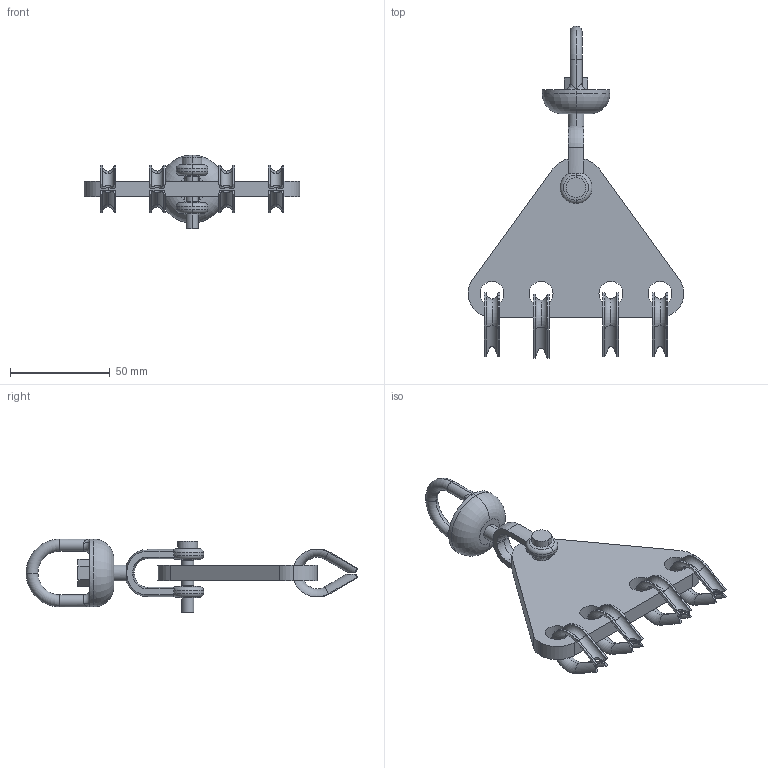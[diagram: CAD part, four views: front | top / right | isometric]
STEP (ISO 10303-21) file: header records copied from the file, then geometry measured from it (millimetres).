
FILE_DESCRIPTION (( 'STEP AP203' ), '1' );
FILE_NAME ('T41100.STEP', '2018-07-23T13:53:14', ( '' ), ( '' ), 'SwSTEP 2.0', 'SolidWorks 2016', '' );
FILE_SCHEMA (( 'CONFIG_CONTROL_DESIGN' ));
Length unit declared in the file: millimetre
Products named in the file (4): TH1041; T38700; S1234; T41100
Assembly tree (6 placements, depth 2):
  T41100
    TH1041
    T38700  x4
    S1234
Bounding box: 108.17 x 166.35 x 37 mm (x, y, z)
Volume: 60389.1 mm3; surface area: 28013.3 mm2
Topology: 6 solids, 6 shells, 215 faces, 538 edges, 330 vertices
Faces by surface type: plane 83, cylinder 81, torus 39, cone 8, bspline 4
Entity records: 4683 total; most frequent: CARTESIAN_POINT 1156, DIRECTION 683, ORIENTED_EDGE 624, EDGE_CURVE 312, AXIS2_PLACEMENT_3D 283, VERTEX_POINT 192, CIRCLE 153, EDGE_LOOP 138
